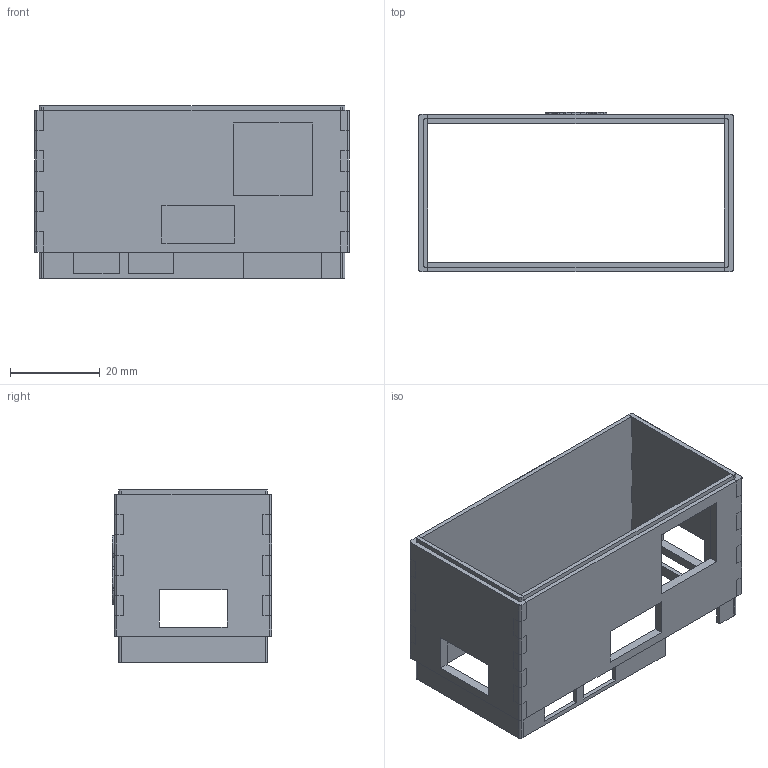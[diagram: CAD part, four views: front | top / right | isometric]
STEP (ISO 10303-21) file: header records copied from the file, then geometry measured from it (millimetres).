
FILE_DESCRIPTION(/* description */ (''),/* implementation_level */ '2;1');
FILE_NAME(/* name */ 'dust_cover.step',/* time_stamp */ '2023-03-18T10:44:16-07:00',/* author */ (''),/* organization */ (''),/* preprocessor_version */ 'ST-DEVELOPER v19.2',/* originating_system */ 'Autodesk Translation Framework v11.17.0.187',/* authorisation */ '');
FILE_SCHEMA (('AUTOMOTIVE_DESIGN { 1 0 10303 214 3 1 1 }'));
Length unit declared in the file: millimetre
Products named in the file (6): dust_cover; hexapod makers mark; dragon_beard_dust_cover_starboard; dragon_beard_dust_cover_port; dragon_beard_dust_cover_rear; dragon_beard_dust_cover_front
Assembly tree (5 placements, depth 2):
  dust_cover
    hexapod makers mark
    dragon_beard_dust_cover_starboard
    dragon_beard_dust_cover_port
    dragon_beard_dust_cover_rear
    dragon_beard_dust_cover_front
Bounding box: 70 x 35.5 x 38.3 mm (x, y, z)
Volume: 12517.6 mm3; surface area: 15971.9 mm2
Topology: 5 solids, 5 shells, 444 faces, 1288 edges, 855 vertices
Faces by surface type: plane 271, bspline 122, cylinder 51
Full cylindrical faces by diameter (mm): 2.333 x2
Entity records: 15081 total; most frequent: CARTESIAN_POINT 3923, ORIENTED_EDGE 2576, DIRECTION 1957, EDGE_CURVE 1288, LINE 943, VECTOR 943, VERTEX_POINT 855, AXIS2_PLACEMENT_3D 507
